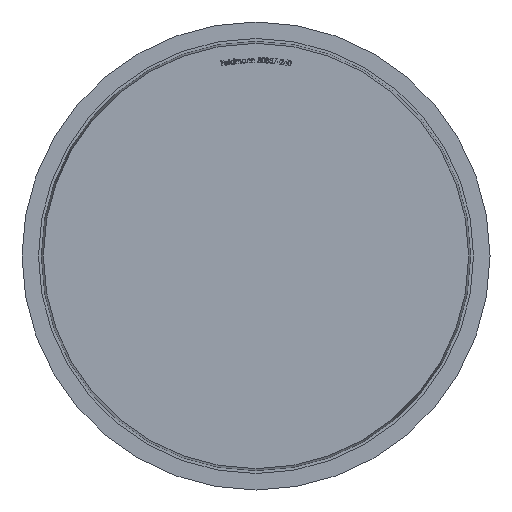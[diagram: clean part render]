
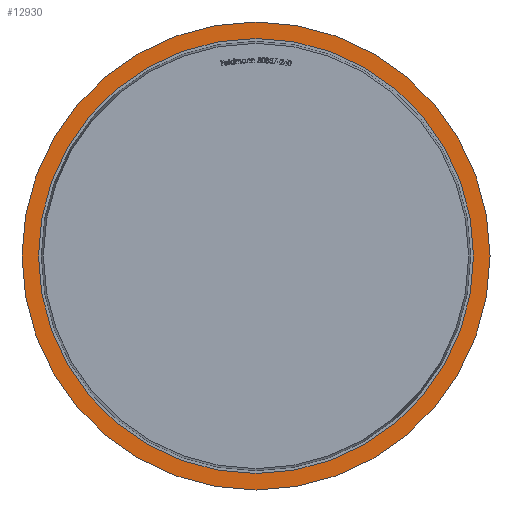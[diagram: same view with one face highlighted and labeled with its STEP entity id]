
A CAD part, front view. The second image highlights one B-rep face of the part: STEP entity #12930.
In plain terms, the highlighted planar face has unit normal (0, -1, 0).
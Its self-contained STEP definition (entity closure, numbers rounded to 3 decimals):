
#192 = EDGE_CURVE ( 'NONE', #5505, #4478, #13121, .T. ) ;
#258 = CARTESIAN_POINT ( 'NONE',  ( 0., 4.5, 24.15 ) ) ;
#352 = CIRCLE ( 'NONE', #11982, 22.15 ) ;
#405 = CARTESIAN_POINT ( 'NONE',  ( 0., 4.5, -22.15 ) ) ;
#631 = AXIS2_PLACEMENT_3D ( 'NONE', #8350, #7224, #11444 ) ;
#1208 = VERTEX_POINT ( 'NONE', #6203 ) ;
#1834 = CARTESIAN_POINT ( 'NONE',  ( 0., 4.5, 0. ) ) ;
#1924 = EDGE_CURVE ( 'NONE', #1208, #9225, #2933, .T. ) ;
#1986 = FACE_BOUND ( 'NONE', #11501, .T. ) ;
#2621 = CARTESIAN_POINT ( 'NONE',  ( 0., 4.5, 0. ) ) ;
#2933 = CIRCLE ( 'NONE', #12212, 22.15 ) ;
#3461 = EDGE_LOOP ( 'NONE', ( #6529, #5249 ) ) ;
#3584 = DIRECTION ( 'NONE',  ( 0., 1., 0. ) ) ;
#3666 = ORIENTED_EDGE ( 'NONE', *, *, #1924, .T. ) ;
#3681 = DIRECTION ( 'NONE',  ( 0., 0., 1. ) ) ;
#3916 = DIRECTION ( 'NONE',  ( 0., 0., 1. ) ) ;
#3974 = CIRCLE ( 'NONE', #5092, 24.15 ) ;
#4478 = VERTEX_POINT ( 'NONE', #258 ) ;
#4495 = DIRECTION ( 'NONE',  ( 0., 0., 1. ) ) ;
#5092 = AXIS2_PLACEMENT_3D ( 'NONE', #9844, #3584, #4495 ) ;
#5249 = ORIENTED_EDGE ( 'NONE', *, *, #192, .F. ) ;
#5505 = VERTEX_POINT ( 'NONE', #12459 ) ;
#5718 = PLANE ( 'NONE',  #6087 ) ;
#6087 = AXIS2_PLACEMENT_3D ( 'NONE', #6721, #8909, #13172 ) ;
#6203 = CARTESIAN_POINT ( 'NONE',  ( 0., 4.5, 22.15 ) ) ;
#6529 = ORIENTED_EDGE ( 'NONE', *, *, #9499, .F. ) ;
#6721 = CARTESIAN_POINT ( 'NONE',  ( 0., 4.5, 0. ) ) ;
#6809 = ORIENTED_EDGE ( 'NONE', *, *, #11800, .T. ) ;
#7224 = DIRECTION ( 'NONE',  ( 0., 1., 0. ) ) ;
#8350 = CARTESIAN_POINT ( 'NONE',  ( 0., 4.5, 0. ) ) ;
#8909 = DIRECTION ( 'NONE',  ( 0., -1., 0. ) ) ;
#9225 = VERTEX_POINT ( 'NONE', #405 ) ;
#9499 = EDGE_CURVE ( 'NONE', #4478, #5505, #3974, .T. ) ;
#9844 = CARTESIAN_POINT ( 'NONE',  ( 0., 4.5, 0. ) ) ;
#9890 = DIRECTION ( 'NONE',  ( 0., 1., 0. ) ) ;
#11444 = DIRECTION ( 'NONE',  ( 0., 0., 1. ) ) ;
#11501 = EDGE_LOOP ( 'NONE', ( #6809, #3666 ) ) ;
#11683 = FACE_OUTER_BOUND ( 'NONE', #3461, .T. ) ;
#11800 = EDGE_CURVE ( 'NONE', #9225, #1208, #352, .T. ) ;
#11982 = AXIS2_PLACEMENT_3D ( 'NONE', #1834, #13297, #3916 ) ;
#12212 = AXIS2_PLACEMENT_3D ( 'NONE', #2621, #9890, #3681 ) ;
#12459 = CARTESIAN_POINT ( 'NONE',  ( 0., 4.5, -24.15 ) ) ;
#12930 = ADVANCED_FACE ( 'NONE', ( #1986, #11683 ), #5718, .T. ) ;
#13121 = CIRCLE ( 'NONE', #631, 24.15 ) ;
#13172 = DIRECTION ( 'NONE',  ( 0., 0., -1. ) ) ;
#13297 = DIRECTION ( 'NONE',  ( 0., 1., 0. ) ) ;
